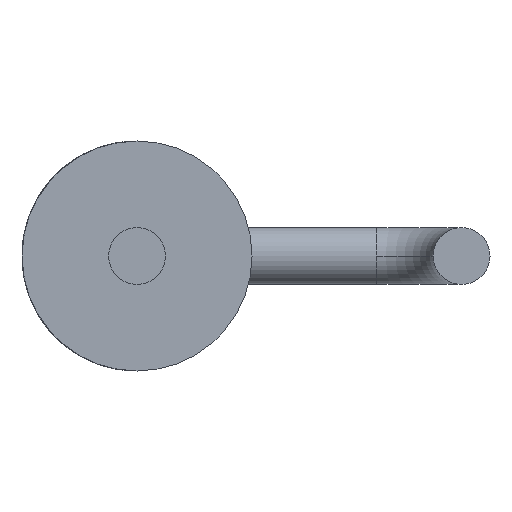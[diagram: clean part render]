
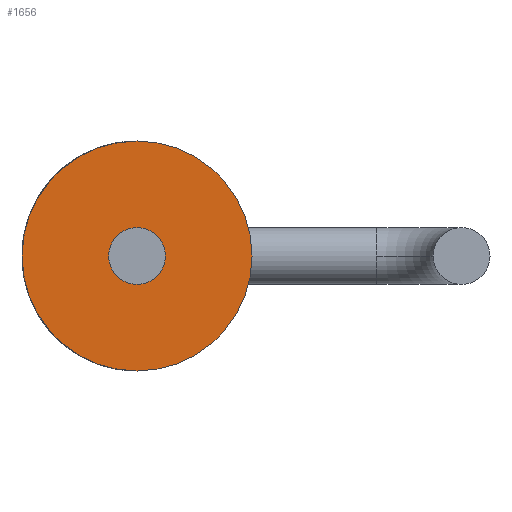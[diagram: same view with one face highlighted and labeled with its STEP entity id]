
A CAD part, front view. The second image highlights one B-rep face of the part: STEP entity #1656.
In plain terms, the highlighted planar face has unit normal (0, -1, 0).
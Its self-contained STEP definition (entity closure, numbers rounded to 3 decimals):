
#214 = CARTESIAN_POINT ( 'NONE',  ( 0., 2., 0. ) ) ;
#332 = ORIENTED_EDGE ( 'NONE', *, *, #2291, .F. ) ;
#399 = CARTESIAN_POINT ( 'NONE',  ( 0., 2., 0. ) ) ;
#491 = AXIS2_PLACEMENT_3D ( 'NONE', #399, #673, #3975 ) ;
#650 = EDGE_LOOP ( 'NONE', ( #2250, #1663 ) ) ;
#673 = DIRECTION ( 'NONE',  ( 0., 1., 0. ) ) ;
#947 = DIRECTION ( 'NONE',  ( 0., 0., 1. ) ) ;
#1031 = CARTESIAN_POINT ( 'NONE',  ( 0., 2., -1.8 ) ) ;
#1216 = CARTESIAN_POINT ( 'NONE',  ( 0., 2., 0. ) ) ;
#1232 = AXIS2_PLACEMENT_3D ( 'NONE', #4155, #1930, #3726 ) ;
#1300 = CARTESIAN_POINT ( 'NONE',  ( 0., 2., 0. ) ) ;
#1656 = ADVANCED_FACE ( 'NONE', ( #2986, #4422 ), #3342, .F. ) ;
#1663 = ORIENTED_EDGE ( 'NONE', *, *, #2428, .F. ) ;
#1714 = DIRECTION ( 'NONE',  ( 0., -1., 0. ) ) ;
#1729 = EDGE_CURVE ( 'NONE', #4293, #2687, #1970, .T. ) ;
#1762 = VERTEX_POINT ( 'NONE', #1031 ) ;
#1930 = DIRECTION ( 'NONE',  ( 0., -1., 0. ) ) ;
#1970 = CIRCLE ( 'NONE', #2197, 0.445 ) ;
#2030 = CARTESIAN_POINT ( 'NONE',  ( 0.445, 2., 0. ) ) ;
#2056 = CIRCLE ( 'NONE', #1232, 0.445 ) ;
#2085 = DIRECTION ( 'NONE',  ( 0., 0., 1. ) ) ;
#2139 = CIRCLE ( 'NONE', #491, 1.8 ) ;
#2197 = AXIS2_PLACEMENT_3D ( 'NONE', #214, #1714, #2085 ) ;
#2250 = ORIENTED_EDGE ( 'NONE', *, *, #3288, .F. ) ;
#2291 = EDGE_CURVE ( 'NONE', #2687, #4293, #2056, .T. ) ;
#2385 = ORIENTED_EDGE ( 'NONE', *, *, #1729, .F. ) ;
#2428 = EDGE_CURVE ( 'NONE', #2620, #1762, #3467, .T. ) ;
#2586 = CARTESIAN_POINT ( 'NONE',  ( -0.444, 2., 0. ) ) ;
#2620 = VERTEX_POINT ( 'NONE', #3851 ) ;
#2640 = DIRECTION ( 'NONE',  ( 0., 0., 1. ) ) ;
#2687 = VERTEX_POINT ( 'NONE', #2586 ) ;
#2714 = DIRECTION ( 'NONE',  ( 0., 1., 0. ) ) ;
#2964 = DIRECTION ( 'NONE',  ( 0., 1., 0. ) ) ;
#2986 = FACE_BOUND ( 'NONE', #3328, .T. ) ;
#3288 = EDGE_CURVE ( 'NONE', #1762, #2620, #2139, .T. ) ;
#3328 = EDGE_LOOP ( 'NONE', ( #2385, #332 ) ) ;
#3342 = PLANE ( 'NONE',  #3984 ) ;
#3467 = CIRCLE ( 'NONE', #4067, 1.8 ) ;
#3726 = DIRECTION ( 'NONE',  ( 0., 0., 1. ) ) ;
#3851 = CARTESIAN_POINT ( 'NONE',  ( 0., 2., 1.8 ) ) ;
#3975 = DIRECTION ( 'NONE',  ( 0., 0., 1. ) ) ;
#3984 = AXIS2_PLACEMENT_3D ( 'NONE', #1216, #2964, #2640 ) ;
#4067 = AXIS2_PLACEMENT_3D ( 'NONE', #1300, #2714, #947 ) ;
#4155 = CARTESIAN_POINT ( 'NONE',  ( 0., 2., 0. ) ) ;
#4293 = VERTEX_POINT ( 'NONE', #2030 ) ;
#4422 = FACE_OUTER_BOUND ( 'NONE', #650, .T. ) ;
